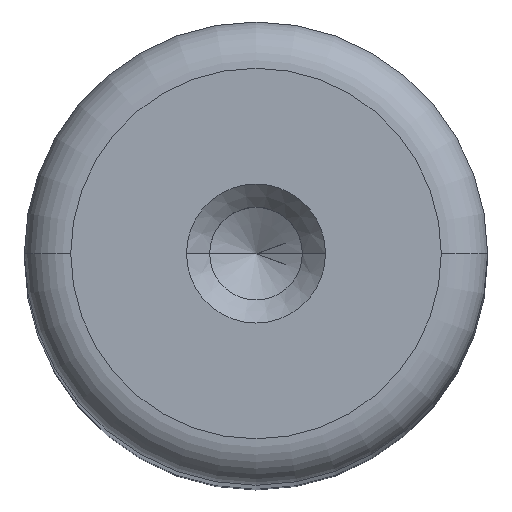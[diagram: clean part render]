
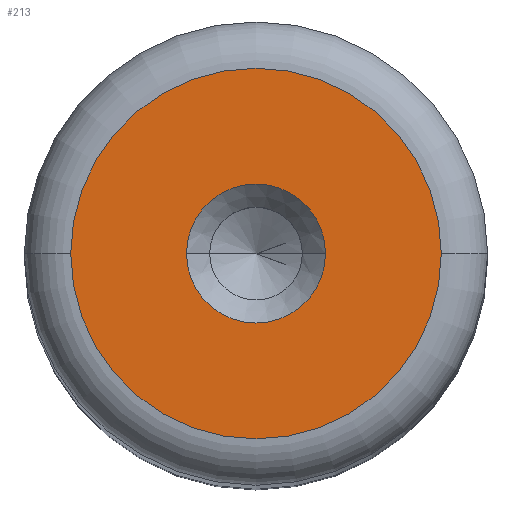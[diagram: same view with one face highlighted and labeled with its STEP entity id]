
A CAD part, top view. The second image highlights one B-rep face of the part: STEP entity #213.
In plain terms, the highlighted planar face has unit normal (0, 0, 1).
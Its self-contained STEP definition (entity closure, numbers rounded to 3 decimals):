
#23 = AXIS2_PLACEMENT_3D ( 'NONE', #1386, #673, #1489 ) ;
#57 = CARTESIAN_POINT ( 'NONE',  ( 0., 0., 60. ) ) ;
#145 = CARTESIAN_POINT ( 'NONE',  ( 1.5, 0., 60. ) ) ;
#184 = DIRECTION ( 'NONE',  ( 1., 0., 0. ) ) ;
#211 = AXIS2_PLACEMENT_3D ( 'NONE', #503, #1342, #630 ) ;
#213 = ADVANCED_FACE ( 'NONE', ( #1121, #219 ), #337, .T. ) ;
#219 = FACE_OUTER_BOUND ( 'NONE', #318, .T. ) ;
#230 = DIRECTION ( 'NONE',  ( 1., 0., 0. ) ) ;
#241 = DIRECTION ( 'NONE',  ( 0., 0., 1. ) ) ;
#274 = CARTESIAN_POINT ( 'NONE',  ( -4., 0., 60. ) ) ;
#276 = AXIS2_PLACEMENT_3D ( 'NONE', #57, #915, #184 ) ;
#279 = CIRCLE ( 'NONE', #276, 1.5 ) ;
#313 = CIRCLE ( 'NONE', #211, 4. ) ;
#315 = CIRCLE ( 'NONE', #23, 4. ) ;
#318 = EDGE_LOOP ( 'NONE', ( #652, #1353 ) ) ;
#337 = PLANE ( 'NONE',  #725 ) ;
#402 = CARTESIAN_POINT ( 'NONE',  ( -1.5, 0., 60. ) ) ;
#413 = VERTEX_POINT ( 'NONE', #274 ) ;
#503 = CARTESIAN_POINT ( 'NONE',  ( 0., 0., 60. ) ) ;
#578 = DIRECTION ( 'NONE',  ( 0., 0., 1. ) ) ;
#595 = CARTESIAN_POINT ( 'NONE',  ( 0., 0., 60. ) ) ;
#630 = DIRECTION ( 'NONE',  ( 1., 0., 0. ) ) ;
#652 = ORIENTED_EDGE ( 'NONE', *, *, #1253, .T. ) ;
#661 = VERTEX_POINT ( 'NONE', #145 ) ;
#673 = DIRECTION ( 'NONE',  ( 0., 0., 1. ) ) ;
#691 = AXIS2_PLACEMENT_3D ( 'NONE', #1298, #578, #1413 ) ;
#725 = AXIS2_PLACEMENT_3D ( 'NONE', #595, #241, #230 ) ;
#811 = EDGE_CURVE ( 'NONE', #413, #1368, #315, .T. ) ;
#836 = EDGE_CURVE ( 'NONE', #661, #1385, #279, .T. ) ;
#915 = DIRECTION ( 'NONE',  ( 0., 0., 1. ) ) ;
#1010 = EDGE_CURVE ( 'NONE', #1385, #661, #1017, .T. ) ;
#1017 = CIRCLE ( 'NONE', #691, 1.5 ) ;
#1044 = ORIENTED_EDGE ( 'NONE', *, *, #1010, .F. ) ;
#1121 = FACE_BOUND ( 'NONE', #1383, .T. ) ;
#1240 = CARTESIAN_POINT ( 'NONE',  ( 4., 0., 60. ) ) ;
#1253 = EDGE_CURVE ( 'NONE', #1368, #413, #313, .T. ) ;
#1289 = ORIENTED_EDGE ( 'NONE', *, *, #836, .F. ) ;
#1298 = CARTESIAN_POINT ( 'NONE',  ( 0., 0., 60. ) ) ;
#1342 = DIRECTION ( 'NONE',  ( 0., 0., 1. ) ) ;
#1353 = ORIENTED_EDGE ( 'NONE', *, *, #811, .T. ) ;
#1368 = VERTEX_POINT ( 'NONE', #1240 ) ;
#1383 = EDGE_LOOP ( 'NONE', ( #1289, #1044 ) ) ;
#1385 = VERTEX_POINT ( 'NONE', #402 ) ;
#1386 = CARTESIAN_POINT ( 'NONE',  ( 0., 0., 60. ) ) ;
#1413 = DIRECTION ( 'NONE',  ( 1., 0., 0. ) ) ;
#1489 = DIRECTION ( 'NONE',  ( 1., 0., 0. ) ) ;
